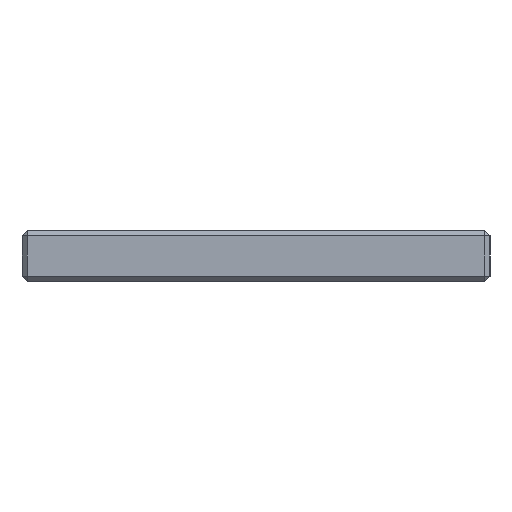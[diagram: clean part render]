
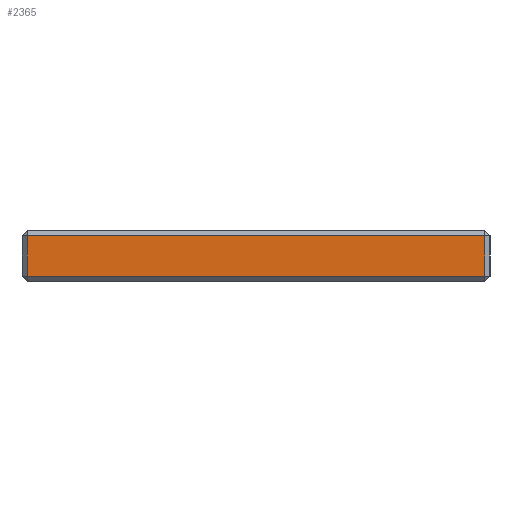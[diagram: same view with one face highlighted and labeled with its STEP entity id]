
A CAD part, left-side view. The second image highlights one B-rep face of the part: STEP entity #2365.
In plain terms, the highlighted planar face has unit normal (-1, 0, 0).
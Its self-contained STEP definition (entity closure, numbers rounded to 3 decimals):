
#100 = PLANE('',#101);
#101 = AXIS2_PLACEMENT_3D('',#102,#103,#104);
#102 = CARTESIAN_POINT('',(-19.8,18.3,0.));
#103 = DIRECTION('',(-0.707,0.707,0.));
#104 = DIRECTION('',(-0.,-0.,-1.));
#390 = VERTEX_POINT('',#391);
#391 = CARTESIAN_POINT('',(-20.,18.1,0.4));
#414 = VERTEX_POINT('',#415);
#415 = CARTESIAN_POINT('',(-20.,18.1,3.6));
#436 = EDGE_CURVE('',#390,#414,#437,.T.);
#437 = SURFACE_CURVE('',#438,(#442,#449),.PCURVE_S1.);
#438 = LINE('',#439,#440);
#439 = CARTESIAN_POINT('',(-20.,18.1,0.));
#440 = VECTOR('',#441,1.);
#441 = DIRECTION('',(0.,0.,1.));
#442 = PCURVE('',#100,#443);
#443 = DEFINITIONAL_REPRESENTATION('',(#444),#448);
#444 = LINE('',#445,#446);
#445 = CARTESIAN_POINT('',(-0.,0.283));
#446 = VECTOR('',#447,1.);
#447 = DIRECTION('',(-1.,0.));
#448 = ( GEOMETRIC_REPRESENTATION_CONTEXT(2) 
PARAMETRIC_REPRESENTATION_CONTEXT() REPRESENTATION_CONTEXT('2D SPACE',''
  ) );
#449 = PCURVE('',#450,#455);
#450 = PLANE('',#451);
#451 = AXIS2_PLACEMENT_3D('',#452,#453,#454);
#452 = CARTESIAN_POINT('',(-20.,-18.5,0.));
#453 = DIRECTION('',(-1.,0.,0.));
#454 = DIRECTION('',(0.,1.,0.));
#455 = DEFINITIONAL_REPRESENTATION('',(#456),#460);
#456 = LINE('',#457,#458);
#457 = CARTESIAN_POINT('',(36.6,0.));
#458 = VECTOR('',#459,1.);
#459 = DIRECTION('',(0.,-1.));
#460 = ( GEOMETRIC_REPRESENTATION_CONTEXT(2) 
PARAMETRIC_REPRESENTATION_CONTEXT() REPRESENTATION_CONTEXT('2D SPACE',''
  ) );
#665 = PLANE('',#666);
#666 = AXIS2_PLACEMENT_3D('',#667,#668,#669);
#667 = CARTESIAN_POINT('',(-19.8,-18.5,0.2));
#668 = DIRECTION('',(-0.707,0.,-0.707
    ));
#669 = DIRECTION('',(0.,1.,0.));
#1866 = PLANE('',#1867);
#1867 = AXIS2_PLACEMENT_3D('',#1868,#1869,#1870);
#1868 = CARTESIAN_POINT('',(-19.8,-18.5,3.8));
#1869 = DIRECTION('',(0.707,0.,-0.707));
#1870 = DIRECTION('',(0.,1.,0.));
#2365 = ADVANCED_FACE('',(#2366),#450,.T.);
#2366 = FACE_BOUND('',#2367,.T.);
#2367 = EDGE_LOOP('',(#2368,#2391,#2419,#2440));
#2368 = ORIENTED_EDGE('',*,*,#2369,.F.);
#2369 = EDGE_CURVE('',#2370,#390,#2372,.T.);
#2370 = VERTEX_POINT('',#2371);
#2371 = CARTESIAN_POINT('',(-20.,-18.1,0.4));
#2372 = SURFACE_CURVE('',#2373,(#2377,#2384),.PCURVE_S1.);
#2373 = LINE('',#2374,#2375);
#2374 = CARTESIAN_POINT('',(-20.,-18.5,0.4));
#2375 = VECTOR('',#2376,1.);
#2376 = DIRECTION('',(0.,1.,0.));
#2377 = PCURVE('',#450,#2378);
#2378 = DEFINITIONAL_REPRESENTATION('',(#2379),#2383);
#2379 = LINE('',#2380,#2381);
#2380 = CARTESIAN_POINT('',(0.,-0.4));
#2381 = VECTOR('',#2382,1.);
#2382 = DIRECTION('',(1.,0.));
#2383 = ( GEOMETRIC_REPRESENTATION_CONTEXT(2) 
PARAMETRIC_REPRESENTATION_CONTEXT() REPRESENTATION_CONTEXT('2D SPACE',''
  ) );
#2384 = PCURVE('',#665,#2385);
#2385 = DEFINITIONAL_REPRESENTATION('',(#2386),#2390);
#2386 = LINE('',#2387,#2388);
#2387 = CARTESIAN_POINT('',(0.,-0.283));
#2388 = VECTOR('',#2389,1.);
#2389 = DIRECTION('',(1.,0.));
#2390 = ( GEOMETRIC_REPRESENTATION_CONTEXT(2) 
PARAMETRIC_REPRESENTATION_CONTEXT() REPRESENTATION_CONTEXT('2D SPACE',''
  ) );
#2391 = ORIENTED_EDGE('',*,*,#2392,.T.);
#2392 = EDGE_CURVE('',#2370,#2393,#2395,.T.);
#2393 = VERTEX_POINT('',#2394);
#2394 = CARTESIAN_POINT('',(-20.,-18.1,3.6));
#2395 = SURFACE_CURVE('',#2396,(#2400,#2407),.PCURVE_S1.);
#2396 = LINE('',#2397,#2398);
#2397 = CARTESIAN_POINT('',(-20.,-18.1,0.));
#2398 = VECTOR('',#2399,1.);
#2399 = DIRECTION('',(0.,0.,1.));
#2400 = PCURVE('',#450,#2401);
#2401 = DEFINITIONAL_REPRESENTATION('',(#2402),#2406);
#2402 = LINE('',#2403,#2404);
#2403 = CARTESIAN_POINT('',(0.4,0.));
#2404 = VECTOR('',#2405,1.);
#2405 = DIRECTION('',(0.,-1.));
#2406 = ( GEOMETRIC_REPRESENTATION_CONTEXT(2) 
PARAMETRIC_REPRESENTATION_CONTEXT() REPRESENTATION_CONTEXT('2D SPACE',''
  ) );
#2407 = PCURVE('',#2408,#2413);
#2408 = PLANE('',#2409);
#2409 = AXIS2_PLACEMENT_3D('',#2410,#2411,#2412);
#2410 = CARTESIAN_POINT('',(-19.8,-18.3,0.));
#2411 = DIRECTION('',(-0.707,-0.707,0.));
#2412 = DIRECTION('',(-0.,-0.,-1.));
#2413 = DEFINITIONAL_REPRESENTATION('',(#2414),#2418);
#2414 = LINE('',#2415,#2416);
#2415 = CARTESIAN_POINT('',(-0.,-0.283));
#2416 = VECTOR('',#2417,1.);
#2417 = DIRECTION('',(-1.,0.));
#2418 = ( GEOMETRIC_REPRESENTATION_CONTEXT(2) 
PARAMETRIC_REPRESENTATION_CONTEXT() REPRESENTATION_CONTEXT('2D SPACE',''
  ) );
#2419 = ORIENTED_EDGE('',*,*,#2420,.T.);
#2420 = EDGE_CURVE('',#2393,#414,#2421,.T.);
#2421 = SURFACE_CURVE('',#2422,(#2426,#2433),.PCURVE_S1.);
#2422 = LINE('',#2423,#2424);
#2423 = CARTESIAN_POINT('',(-20.,-18.5,3.6));
#2424 = VECTOR('',#2425,1.);
#2425 = DIRECTION('',(0.,1.,0.));
#2426 = PCURVE('',#450,#2427);
#2427 = DEFINITIONAL_REPRESENTATION('',(#2428),#2432);
#2428 = LINE('',#2429,#2430);
#2429 = CARTESIAN_POINT('',(0.,-3.6));
#2430 = VECTOR('',#2431,1.);
#2431 = DIRECTION('',(1.,0.));
#2432 = ( GEOMETRIC_REPRESENTATION_CONTEXT(2) 
PARAMETRIC_REPRESENTATION_CONTEXT() REPRESENTATION_CONTEXT('2D SPACE',''
  ) );
#2433 = PCURVE('',#1866,#2434);
#2434 = DEFINITIONAL_REPRESENTATION('',(#2435),#2439);
#2435 = LINE('',#2436,#2437);
#2436 = CARTESIAN_POINT('',(0.,-0.283));
#2437 = VECTOR('',#2438,1.);
#2438 = DIRECTION('',(1.,0.));
#2439 = ( GEOMETRIC_REPRESENTATION_CONTEXT(2) 
PARAMETRIC_REPRESENTATION_CONTEXT() REPRESENTATION_CONTEXT('2D SPACE',''
  ) );
#2440 = ORIENTED_EDGE('',*,*,#436,.F.);
